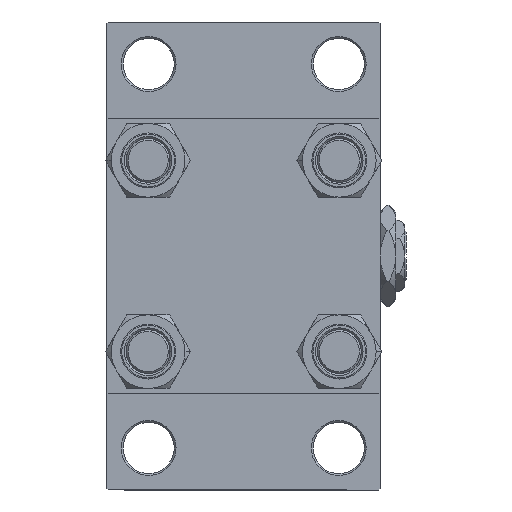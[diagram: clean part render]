
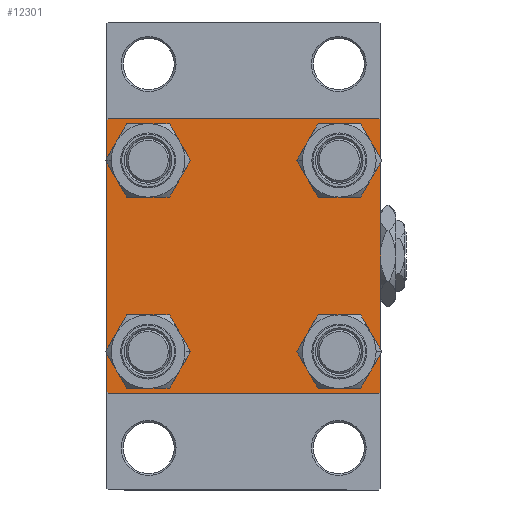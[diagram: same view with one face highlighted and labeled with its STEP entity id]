
A CAD part, left-side view. The second image highlights one B-rep face of the part: STEP entity #12301.
In plain terms, the highlighted planar face has unit normal (-1, 0, 0).
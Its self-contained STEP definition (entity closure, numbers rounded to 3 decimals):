
#364 = CARTESIAN_POINT ( 'NONE',  ( 0., 37., -37.5 ) ) ;
#542 = AXIS2_PLACEMENT_3D ( 'NONE', #13614, #6119, #9122 ) ;
#597 = LINE ( 'NONE', #41390, #18670 ) ;
#693 = CARTESIAN_POINT ( 'NONE',  ( 0., 26.15, -32.65 ) ) ;
#804 = VERTEX_POINT ( 'NONE', #23966 ) ;
#925 = DIRECTION ( 'NONE',  ( 0., 0., 1. ) ) ;
#1297 = DIRECTION ( 'NONE',  ( 0., 0., 1. ) ) ;
#1309 = EDGE_CURVE ( 'NONE', #23365, #37305, #38170, .T. ) ;
#1528 = EDGE_CURVE ( 'NONE', #49393, #27395, #5390, .T. ) ;
#2494 = CARTESIAN_POINT ( 'NONE',  ( 0., -37.25, 37.25 ) ) ;
#2565 = VERTEX_POINT ( 'NONE', #38175 ) ;
#4003 = CIRCLE ( 'NONE', #45538, 6.5 ) ;
#4810 = CARTESIAN_POINT ( 'NONE',  ( 0., -26.15, 26.15 ) ) ;
#5163 = DIRECTION ( 'NONE',  ( -1., 0., 0. ) ) ;
#5390 = CIRCLE ( 'NONE', #8600, 6.5 ) ;
#6082 = DIRECTION ( 'NONE',  ( 1., 0., 0. ) ) ;
#6119 = DIRECTION ( 'NONE',  ( 1., 0., 0. ) ) ;
#6158 = CARTESIAN_POINT ( 'NONE',  ( 0., -37.5, 37. ) ) ;
#7058 = VECTOR ( 'NONE', #37505, 1000. ) ;
#7164 = EDGE_CURVE ( 'NONE', #47545, #42869, #14387, .T. ) ;
#7218 = EDGE_CURVE ( 'NONE', #40930, #2565, #15879, .T. ) ;
#7270 = EDGE_LOOP ( 'NONE', ( #8180, #39264 ) ) ;
#7303 = DIRECTION ( 'NONE',  ( 1., 0., 0. ) ) ;
#7627 = CARTESIAN_POINT ( 'NONE',  ( 0., 37.5, 37.5 ) ) ;
#8151 = CARTESIAN_POINT ( 'NONE',  ( 0., -26.15, -19.65 ) ) ;
#8180 = ORIENTED_EDGE ( 'NONE', *, *, #8298, .T. ) ;
#8248 = ORIENTED_EDGE ( 'NONE', *, *, #12679, .T. ) ;
#8298 = EDGE_CURVE ( 'NONE', #25217, #15237, #10126, .T. ) ;
#8328 = AXIS2_PLACEMENT_3D ( 'NONE', #37100, #6082, #41092 ) ;
#8600 = AXIS2_PLACEMENT_3D ( 'NONE', #12577, #19838, #35120 ) ;
#8713 = CIRCLE ( 'NONE', #39877, 6.5 ) ;
#8869 = CARTESIAN_POINT ( 'NONE',  ( 0., -37.5, 37.5 ) ) ;
#9079 = DIRECTION ( 'NONE',  ( 0., -0.707, -0.707 ) ) ;
#9122 = DIRECTION ( 'NONE',  ( 0., 0., 1. ) ) ;
#9551 = VERTEX_POINT ( 'NONE', #33076 ) ;
#10126 = CIRCLE ( 'NONE', #542, 6.5 ) ;
#10297 = VECTOR ( 'NONE', #24138, 1000. ) ;
#10378 = EDGE_CURVE ( 'NONE', #24705, #42194, #32409, .T. ) ;
#10976 = VECTOR ( 'NONE', #19719, 1000. ) ;
#11050 = CIRCLE ( 'NONE', #16674, 6.5 ) ;
#12012 = ORIENTED_EDGE ( 'NONE', *, *, #30925, .T. ) ;
#12301 = ADVANCED_FACE ( 'NONE', ( #47214, #43692, #43453, #12909, #20170 ), #31686, .T. ) ;
#12577 = CARTESIAN_POINT ( 'NONE',  ( 0., -26.15, 26.15 ) ) ;
#12679 = EDGE_CURVE ( 'NONE', #27395, #49393, #11050, .T. ) ;
#12909 = FACE_BOUND ( 'NONE', #7270, .T. ) ;
#13143 = EDGE_CURVE ( 'NONE', #15237, #25217, #15054, .T. ) ;
#13311 = CARTESIAN_POINT ( 'NONE',  ( 0., 37.5, -37. ) ) ;
#13614 = CARTESIAN_POINT ( 'NONE',  ( 0., 26.15, 26.15 ) ) ;
#13952 = VERTEX_POINT ( 'NONE', #693 ) ;
#14013 = EDGE_LOOP ( 'NONE', ( #18525, #36579 ) ) ;
#14387 = LINE ( 'NONE', #29658, #38084 ) ;
#14846 = ORIENTED_EDGE ( 'NONE', *, *, #1528, .T. ) ;
#15054 = CIRCLE ( 'NONE', #47062, 6.5 ) ;
#15237 = VERTEX_POINT ( 'NONE', #25430 ) ;
#15622 = DIRECTION ( 'NONE',  ( 0., -1., 0. ) ) ;
#15849 = DIRECTION ( 'NONE',  ( 0., 0.707, -0.707 ) ) ;
#15879 = LINE ( 'NONE', #7627, #43660 ) ;
#16204 = CARTESIAN_POINT ( 'NONE',  ( 0., -26.15, -32.65 ) ) ;
#16239 = ORIENTED_EDGE ( 'NONE', *, *, #10378, .T. ) ;
#16339 = CARTESIAN_POINT ( 'NONE',  ( 0., 37.25, -37.25 ) ) ;
#16674 = AXIS2_PLACEMENT_3D ( 'NONE', #4810, #34833, #31326 ) ;
#17249 = EDGE_CURVE ( 'NONE', #804, #13952, #8713, .T. ) ;
#18269 = AXIS2_PLACEMENT_3D ( 'NONE', #38952, #5163, #925 ) ;
#18525 = ORIENTED_EDGE ( 'NONE', *, *, #1309, .T. ) ;
#18622 = EDGE_LOOP ( 'NONE', ( #14846, #8248 ) ) ;
#18670 = VECTOR ( 'NONE', #15849, 1000. ) ;
#19053 = VECTOR ( 'NONE', #29164, 1000. ) ;
#19419 = EDGE_CURVE ( 'NONE', #37305, #23365, #4003, .T. ) ;
#19693 = CARTESIAN_POINT ( 'NONE',  ( 0., -26.15, 32.65 ) ) ;
#19719 = DIRECTION ( 'NONE',  ( 0., 0., -1. ) ) ;
#19838 = DIRECTION ( 'NONE',  ( 1., 0., 0. ) ) ;
#20170 = FACE_OUTER_BOUND ( 'NONE', #25556, .T. ) ;
#20904 = ORIENTED_EDGE ( 'NONE', *, *, #7218, .F. ) ;
#21008 = ORIENTED_EDGE ( 'NONE', *, *, #48299, .T. ) ;
#22018 = CARTESIAN_POINT ( 'NONE',  ( 0., 37.5, 37. ) ) ;
#23365 = VERTEX_POINT ( 'NONE', #8151 ) ;
#23966 = CARTESIAN_POINT ( 'NONE',  ( 0., 26.15, -19.65 ) ) ;
#24138 = DIRECTION ( 'NONE',  ( 0., 0., -1. ) ) ;
#24705 = VERTEX_POINT ( 'NONE', #22018 ) ;
#25217 = VERTEX_POINT ( 'NONE', #40440 ) ;
#25430 = CARTESIAN_POINT ( 'NONE',  ( 0., 26.15, 19.65 ) ) ;
#25556 = EDGE_LOOP ( 'NONE', ( #16239, #42356, #28238, #21008, #37774, #29474, #20904, #12012 ) ) ;
#25655 = CARTESIAN_POINT ( 'NONE',  ( 0., 37., 37.5 ) ) ;
#26318 = CARTESIAN_POINT ( 'NONE',  ( 0., 26.15, -26.15 ) ) ;
#26675 = CIRCLE ( 'NONE', #8328, 6.5 ) ;
#27395 = VERTEX_POINT ( 'NONE', #37904 ) ;
#27946 = CARTESIAN_POINT ( 'NONE',  ( 0., -37.25, -37.25 ) ) ;
#28238 = ORIENTED_EDGE ( 'NONE', *, *, #7164, .T. ) ;
#29164 = DIRECTION ( 'NONE',  ( 0., -0.707, 0.707 ) ) ;
#29474 = ORIENTED_EDGE ( 'NONE', *, *, #44910, .T. ) ;
#29658 = CARTESIAN_POINT ( 'NONE',  ( 0., 37.5, -37.5 ) ) ;
#30848 = CARTESIAN_POINT ( 'NONE',  ( 0., -26.15, -26.15 ) ) ;
#30925 = EDGE_CURVE ( 'NONE', #40930, #24705, #597, .T. ) ;
#30932 = CARTESIAN_POINT ( 'NONE',  ( 0., -37., -37.5 ) ) ;
#31326 = DIRECTION ( 'NONE',  ( 0., 0., 1. ) ) ;
#31505 = EDGE_LOOP ( 'NONE', ( #38051, #34792 ) ) ;
#31649 = DIRECTION ( 'NONE',  ( 0., -1., 0. ) ) ;
#31686 = PLANE ( 'NONE',  #18269 ) ;
#32140 = EDGE_CURVE ( 'NONE', #13952, #804, #26675, .T. ) ;
#32409 = LINE ( 'NONE', #43437, #10976 ) ;
#33076 = CARTESIAN_POINT ( 'NONE',  ( 0., -37.5, -37. ) ) ;
#34792 = ORIENTED_EDGE ( 'NONE', *, *, #32140, .T. ) ;
#34833 = DIRECTION ( 'NONE',  ( 1., 0., 0. ) ) ;
#34959 = DIRECTION ( 'NONE',  ( 1., 0., 0. ) ) ;
#35120 = DIRECTION ( 'NONE',  ( 0., 0., 1. ) ) ;
#36245 = DIRECTION ( 'NONE',  ( 1., 0., 0. ) ) ;
#36579 = ORIENTED_EDGE ( 'NONE', *, *, #19419, .T. ) ;
#37100 = CARTESIAN_POINT ( 'NONE',  ( 0., 26.15, -26.15 ) ) ;
#37305 = VERTEX_POINT ( 'NONE', #16204 ) ;
#37505 = DIRECTION ( 'NONE',  ( 0., 0.707, 0.707 ) ) ;
#37724 = DIRECTION ( 'NONE',  ( 0., 0., 1. ) ) ;
#37774 = ORIENTED_EDGE ( 'NONE', *, *, #48683, .F. ) ;
#37904 = CARTESIAN_POINT ( 'NONE',  ( 0., -26.15, 19.65 ) ) ;
#38051 = ORIENTED_EDGE ( 'NONE', *, *, #17249, .T. ) ;
#38084 = VECTOR ( 'NONE', #15622, 1000. ) ;
#38117 = DIRECTION ( 'NONE',  ( 0., 0., 1. ) ) ;
#38170 = CIRCLE ( 'NONE', #38962, 6.5 ) ;
#38175 = CARTESIAN_POINT ( 'NONE',  ( 0., -37., 37.5 ) ) ;
#38952 = CARTESIAN_POINT ( 'NONE',  ( 0., 0., 0. ) ) ;
#38962 = AXIS2_PLACEMENT_3D ( 'NONE', #30848, #49381, #38117 ) ;
#39025 = CARTESIAN_POINT ( 'NONE',  ( 0., -26.15, -26.15 ) ) ;
#39264 = ORIENTED_EDGE ( 'NONE', *, *, #13143, .T. ) ;
#39877 = AXIS2_PLACEMENT_3D ( 'NONE', #26318, #7303, #1297 ) ;
#40440 = CARTESIAN_POINT ( 'NONE',  ( 0., 26.15, 32.65 ) ) ;
#40906 = VERTEX_POINT ( 'NONE', #6158 ) ;
#40930 = VERTEX_POINT ( 'NONE', #25655 ) ;
#41092 = DIRECTION ( 'NONE',  ( 0., 0., 1. ) ) ;
#41390 = CARTESIAN_POINT ( 'NONE',  ( 0., 37.25, 37.25 ) ) ;
#41504 = LINE ( 'NONE', #2494, #7058 ) ;
#42009 = EDGE_CURVE ( 'NONE', #42194, #47545, #46882, .T. ) ;
#42194 = VERTEX_POINT ( 'NONE', #13311 ) ;
#42356 = ORIENTED_EDGE ( 'NONE', *, *, #42009, .T. ) ;
#42869 = VERTEX_POINT ( 'NONE', #30932 ) ;
#43410 = LINE ( 'NONE', #8869, #10297 ) ;
#43437 = CARTESIAN_POINT ( 'NONE',  ( 0., 37.5, 37.5 ) ) ;
#43453 = FACE_BOUND ( 'NONE', #31505, .T. ) ;
#43660 = VECTOR ( 'NONE', #31649, 1000. ) ;
#43692 = FACE_BOUND ( 'NONE', #14013, .T. ) ;
#43724 = VECTOR ( 'NONE', #9079, 1000. ) ;
#44910 = EDGE_CURVE ( 'NONE', #40906, #2565, #41504, .T. ) ;
#45538 = AXIS2_PLACEMENT_3D ( 'NONE', #39025, #36245, #47516 ) ;
#46882 = LINE ( 'NONE', #16339, #43724 ) ;
#46968 = LINE ( 'NONE', #27946, #19053 ) ;
#47062 = AXIS2_PLACEMENT_3D ( 'NONE', #49230, #34959, #37724 ) ;
#47214 = FACE_BOUND ( 'NONE', #18622, .T. ) ;
#47516 = DIRECTION ( 'NONE',  ( 0., 0., 1. ) ) ;
#47545 = VERTEX_POINT ( 'NONE', #364 ) ;
#48299 = EDGE_CURVE ( 'NONE', #42869, #9551, #46968, .T. ) ;
#48683 = EDGE_CURVE ( 'NONE', #40906, #9551, #43410, .T. ) ;
#49230 = CARTESIAN_POINT ( 'NONE',  ( 0., 26.15, 26.15 ) ) ;
#49381 = DIRECTION ( 'NONE',  ( 1., 0., 0. ) ) ;
#49393 = VERTEX_POINT ( 'NONE', #19693 ) ;
